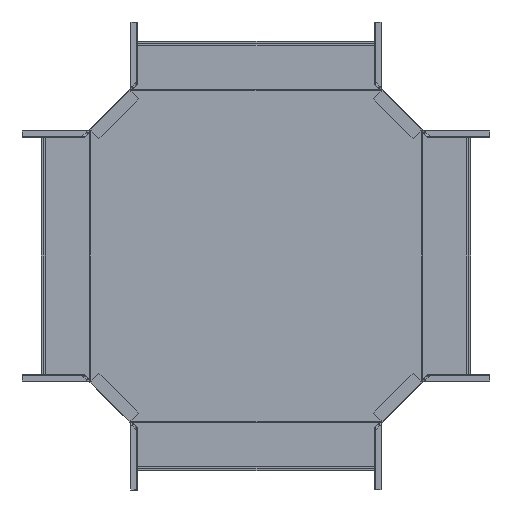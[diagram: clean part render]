
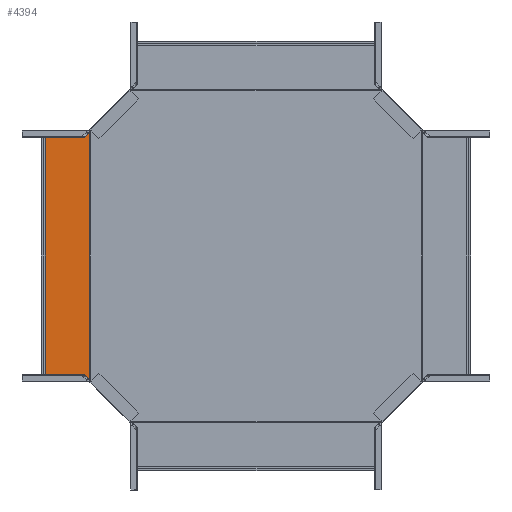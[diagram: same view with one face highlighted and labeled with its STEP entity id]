
A CAD part, front view. The second image highlights one B-rep face of the part: STEP entity #4394.
In plain terms, the highlighted planar face has unit normal (0, -1, 0).
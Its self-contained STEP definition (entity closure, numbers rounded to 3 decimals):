
#64 = DIRECTION ( 'NONE',  ( 0.707, 0., -0.707 ) ) ;
#83 = CARTESIAN_POINT ( 'NONE',  ( -198.125, -2.25, -145.092 ) ) ;
#84 = ORIENTED_EDGE ( 'NONE', *, *, #2645, .F. ) ;
#115 = CARTESIAN_POINT ( 'NONE',  ( -197.824, -2.25, -145.284 ) ) ;
#142 = CARTESIAN_POINT ( 'NONE',  ( -197.847, -2.25, -145.27 ) ) ;
#166 = CARTESIAN_POINT ( 'NONE',  ( -197.384, -2.25, 145.546 ) ) ;
#309 = CARTESIAN_POINT ( 'NONE',  ( -198.212, -2.25, 145.035 ) ) ;
#338 = CARTESIAN_POINT ( 'NONE',  ( -197.384, -2.25, 145.546 ) ) ;
#396 = ORIENTED_EDGE ( 'NONE', *, *, #3149, .T. ) ;
#585 = CARTESIAN_POINT ( 'NONE',  ( -203.497, -2.25, -139.75 ) ) ;
#608 = CARTESIAN_POINT ( 'NONE',  ( -203.497, -2.25, 139.75 ) ) ;
#713 = CARTESIAN_POINT ( 'NONE',  ( -248.912, -2.25, -7.302 ) ) ;
#780 = LINE ( 'NONE', #3743, #5058 ) ;
#834 = B_SPLINE_CURVE_WITH_KNOTS ( 'NONE', 3,
 ( #309, #4616, #4147, #338 ),
 .UNSPECIFIED., .F., .F.,
 ( 4, 4 ),
 ( 0., 1. ),
 .UNSPECIFIED. ) ;
#885 = DIRECTION ( 'NONE',  ( 0., -1., 0. ) ) ;
#1167 = VERTEX_POINT ( 'NONE', #5216 ) ;
#1175 = CARTESIAN_POINT ( 'NONE',  ( -197.384, -2.25, -145.546 ) ) ;
#1196 = ORIENTED_EDGE ( 'NONE', *, *, #4077, .F. ) ;
#1202 = CARTESIAN_POINT ( 'NONE',  ( -248.912, -2.25, -139.75 ) ) ;
#1387 = CARTESIAN_POINT ( 'NONE',  ( -197.384, -2.25, -145.546 ) ) ;
#1413 = VERTEX_POINT ( 'NONE', #166 ) ;
#1441 = ORIENTED_EDGE ( 'NONE', *, *, #2441, .T. ) ;
#1524 = B_SPLINE_CURVE_WITH_KNOTS ( 'NONE', 3,
 ( #4388, #83, #3893, #5779, #142, #115, #2544, #2028, #2054, #5868, #3955, #1175 ),
 .UNSPECIFIED., .F., .F.,
 ( 4, 1, 1, 1, 1, 2, 2, 4 ),
 ( 0., 0.25, 0.375, 0.437, 0.469, 0.484, 0.5, 1. ),
 .UNSPECIFIED. ) ;
#1582 = CARTESIAN_POINT ( 'NONE',  ( -198.212, -2.25, -145.035 ) ) ;
#1723 = CARTESIAN_POINT ( 'NONE',  ( -198.212, -2.25, 145.035 ) ) ;
#2014 = CARTESIAN_POINT ( 'NONE',  ( -203.497, -2.25, -139.75 ) ) ;
#2028 = CARTESIAN_POINT ( 'NONE',  ( -197.808, -2.25, -145.294 ) ) ;
#2054 = CARTESIAN_POINT ( 'NONE',  ( -197.807, -2.25, -145.295 ) ) ;
#2076 = VERTEX_POINT ( 'NONE', #2766 ) ;
#2131 = ORIENTED_EDGE ( 'NONE', *, *, #5845, .F. ) ;
#2147 = DIRECTION ( 'NONE',  ( 0., 0., 1. ) ) ;
#2157 = VERTEX_POINT ( 'NONE', #1202 ) ;
#2197 = CARTESIAN_POINT ( 'NONE',  ( -197.384, -2.25, 0. ) ) ;
#2441 = EDGE_CURVE ( 'NONE', #1167, #3172, #4745, .T. ) ;
#2457 = AXIS2_PLACEMENT_3D ( 'NONE', #3529, #885, #4096 ) ;
#2544 = CARTESIAN_POINT ( 'NONE',  ( -197.815, -2.25, -145.29 ) ) ;
#2645 = EDGE_CURVE ( 'NONE', #2076, #4342, #780, .T. ) ;
#2766 = CARTESIAN_POINT ( 'NONE',  ( -248.912, -2.25, 139.75 ) ) ;
#2854 = VECTOR ( 'NONE', #5978, 1000. ) ;
#3014 = CARTESIAN_POINT ( 'NONE',  ( -203.497, -2.25, 139.75 ) ) ;
#3062 = ORIENTED_EDGE ( 'NONE', *, *, #4550, .F. ) ;
#3084 = VECTOR ( 'NONE', #5424, 1000. ) ;
#3143 = EDGE_CURVE ( 'NONE', #3172, #3399, #1524, .T. ) ;
#3149 = EDGE_CURVE ( 'NONE', #2157, #1167, #5835, .T. ) ;
#3172 = VERTEX_POINT ( 'NONE', #1582 ) ;
#3189 = LINE ( 'NONE', #2197, #2854 ) ;
#3352 = VECTOR ( 'NONE', #4918, 1000. ) ;
#3399 = VERTEX_POINT ( 'NONE', #1387 ) ;
#3529 = CARTESIAN_POINT ( 'NONE',  ( 0.076, -2.25, 0. ) ) ;
#3603 = EDGE_CURVE ( 'NONE', #4579, #1413, #834, .T. ) ;
#3743 = CARTESIAN_POINT ( 'NONE',  ( -203.497, -2.25, 139.75 ) ) ;
#3893 = CARTESIAN_POINT ( 'NONE',  ( -198.008, -2.25, -145.167 ) ) ;
#3955 = CARTESIAN_POINT ( 'NONE',  ( -197.511, -2.25, -145.476 ) ) ;
#3958 = LINE ( 'NONE', #3014, #3352 ) ;
#4010 = FACE_OUTER_BOUND ( 'NONE', #4295, .T. ) ;
#4077 = EDGE_CURVE ( 'NONE', #4342, #4579, #3958, .T. ) ;
#4096 = DIRECTION ( 'NONE',  ( 0., 0., -1. ) ) ;
#4147 = CARTESIAN_POINT ( 'NONE',  ( -197.667, -2.25, 145.389 ) ) ;
#4295 = EDGE_LOOP ( 'NONE', ( #1441, #5166, #3062, #5813, #1196, #84, #2131, #396 ) ) ;
#4342 = VERTEX_POINT ( 'NONE', #608 ) ;
#4388 = CARTESIAN_POINT ( 'NONE',  ( -198.212, -2.25, -145.035 ) ) ;
#4394 = ADVANCED_FACE ( 'NONE', ( #4010 ), #5887, .T. ) ;
#4550 = EDGE_CURVE ( 'NONE', #1413, #3399, #3189, .T. ) ;
#4569 = VECTOR ( 'NONE', #64, 1000. ) ;
#4579 = VERTEX_POINT ( 'NONE', #1723 ) ;
#4616 = CARTESIAN_POINT ( 'NONE',  ( -197.939, -2.25, 145.213 ) ) ;
#4745 = LINE ( 'NONE', #2014, #4569 ) ;
#4918 = DIRECTION ( 'NONE',  ( 0.707, 0., 0.707 ) ) ;
#4982 = LINE ( 'NONE', #713, #5448 ) ;
#5058 = VECTOR ( 'NONE', #5504, 1000. ) ;
#5166 = ORIENTED_EDGE ( 'NONE', *, *, #3143, .T. ) ;
#5216 = CARTESIAN_POINT ( 'NONE',  ( -203.497, -2.25, -139.75 ) ) ;
#5424 = DIRECTION ( 'NONE',  ( 1., 0., 0. ) ) ;
#5448 = VECTOR ( 'NONE', #2147, 1000. ) ;
#5504 = DIRECTION ( 'NONE',  ( 1., 0., 0. ) ) ;
#5779 = CARTESIAN_POINT ( 'NONE',  ( -197.897, -2.25, -145.238 ) ) ;
#5813 = ORIENTED_EDGE ( 'NONE', *, *, #3603, .F. ) ;
#5835 = LINE ( 'NONE', #585, #3084 ) ;
#5845 = EDGE_CURVE ( 'NONE', #2157, #2076, #4982, .T. ) ;
#5868 = CARTESIAN_POINT ( 'NONE',  ( -197.65, -2.25, -145.393 ) ) ;
#5887 = PLANE ( 'NONE',  #2457 ) ;
#5978 = DIRECTION ( 'NONE',  ( 0., 0., -1. ) ) ;
